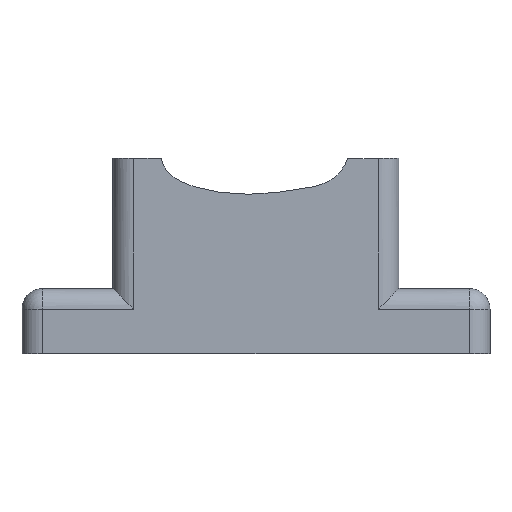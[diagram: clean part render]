
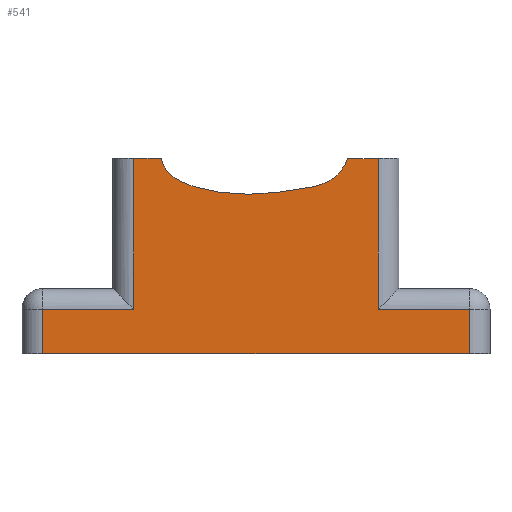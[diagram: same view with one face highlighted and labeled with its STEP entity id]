
A CAD part, front view. The second image highlights one B-rep face of the part: STEP entity #541.
In plain terms, the highlighted planar face has unit normal (0, -1, 0).
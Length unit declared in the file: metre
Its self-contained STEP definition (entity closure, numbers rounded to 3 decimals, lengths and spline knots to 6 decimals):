
#72=B_SPLINE_CURVE_WITH_KNOTS('',3,(#884,#885,#886,#887,#888,#889,#890,
#891,#892,#893,#894,#895,#896,#897,#898,#899,#900),.UNSPECIFIED.,.T.,.F.,
(1,3,1,1,1,1,1,1,1,1,1,1,1,1,1,3,1),(-0.058784,0.,0.080344,
0.169317,0.246872,0.319683,0.388956,
0.428824,0.484121,0.546426,0.627102,
0.719988,0.816832,0.884456,0.941216,
1.,1.080344),.UNSPECIFIED.);
#83=ORIENTED_EDGE('',*,*,#235,.F.);
#84=ORIENTED_EDGE('',*,*,#236,.T.);
#85=ORIENTED_EDGE('',*,*,#237,.T.);
#86=ORIENTED_EDGE('',*,*,#238,.T.);
#87=ORIENTED_EDGE('',*,*,#239,.T.);
#88=ORIENTED_EDGE('',*,*,#240,.T.);
#89=ORIENTED_EDGE('',*,*,#241,.T.);
#90=ORIENTED_EDGE('',*,*,#242,.T.);
#91=ORIENTED_EDGE('',*,*,#243,.T.);
#92=ORIENTED_EDGE('',*,*,#244,.T.);
#235=EDGE_CURVE('',#311,#312,#360,.T.);
#236=EDGE_CURVE('',#311,#313,#361,.F.);
#237=EDGE_CURVE('',#313,#314,#362,.T.);
#238=EDGE_CURVE('',#314,#315,#363,.F.);
#239=EDGE_CURVE('',#315,#316,#364,.T.);
#240=EDGE_CURVE('',#316,#317,#72,.T.);
#241=EDGE_CURVE('',#317,#318,#365,.T.);
#242=EDGE_CURVE('',#318,#319,#366,.T.);
#243=EDGE_CURVE('',#319,#320,#367,.T.);
#244=EDGE_CURVE('',#320,#312,#368,.T.);
#311=VERTEX_POINT('',#874);
#312=VERTEX_POINT('',#875);
#313=VERTEX_POINT('',#877);
#314=VERTEX_POINT('',#879);
#315=VERTEX_POINT('',#881);
#316=VERTEX_POINT('',#883);
#317=VERTEX_POINT('',#901);
#318=VERTEX_POINT('',#903);
#319=VERTEX_POINT('',#905);
#320=VERTEX_POINT('',#907);
#360=LINE('',#873,#402);
#361=LINE('',#876,#403);
#362=LINE('',#878,#404);
#363=LINE('',#880,#405);
#364=LINE('',#882,#406);
#365=LINE('',#902,#407);
#366=LINE('',#904,#408);
#367=LINE('',#906,#409);
#368=LINE('',#908,#410);
#402=VECTOR('',#671,1.);
#403=VECTOR('',#672,1.);
#404=VECTOR('',#673,1.);
#405=VECTOR('',#674,1.);
#406=VECTOR('',#675,1.);
#407=VECTOR('',#676,1.);
#408=VECTOR('',#677,1.);
#409=VECTOR('',#678,1.);
#410=VECTOR('',#679,1.);
#436=EDGE_LOOP('',(#83,#84,#85,#86,#87,#88,#89,#90,#91,#92));
#482=FACE_BOUND('',#436,.T.);
#530=PLANE('',#590);
#541=ADVANCED_FACE('',(#482),#530,.T.);
#590=AXIS2_PLACEMENT_3D('',#872,#669,#670);
#669=DIRECTION('',(0.,-1.,0.));
#670=DIRECTION('',(0.,0.,-1.));
#671=DIRECTION('',(-1.,0.,0.));
#672=DIRECTION('',(0.,0.,-1.));
#673=DIRECTION('',(-1.,0.,0.));
#674=DIRECTION('',(0.,0.,-1.));
#675=DIRECTION('',(-1.,0.,0.));
#676=DIRECTION('',(-1.,0.,0.));
#677=DIRECTION('',(0.,0.,-1.));
#678=DIRECTION('',(-1.,0.,0.));
#679=DIRECTION('',(0.,0.,-1.));
#872=CARTESIAN_POINT('',(0.,-0.020638,0.025));
#873=CARTESIAN_POINT('',(0.,-0.020638,0.));
#874=CARTESIAN_POINT('',(0.082,-0.020638,0.));
#875=CARTESIAN_POINT('',(-0.082,-0.020638,0.));
#876=CARTESIAN_POINT('',(0.082,-0.020638,0.025));
#877=CARTESIAN_POINT('',(0.082,-0.020638,0.017));
#878=CARTESIAN_POINT('',(0.,-0.020638,0.017));
#879=CARTESIAN_POINT('',(0.047,-0.020638,0.017));
#880=CARTESIAN_POINT('',(0.047,-0.020638,0.025));
#881=CARTESIAN_POINT('',(0.047,-0.020638,0.075));
#882=CARTESIAN_POINT('',(0.,-0.020638,0.075));
#883=CARTESIAN_POINT('',(0.035297,-0.020638,0.075));
#884=CARTESIAN_POINT('',(-0.03257,-0.020638,0.084489));
#885=CARTESIAN_POINT('',(-0.029356,-0.020638,0.086885));
#886=CARTESIAN_POINT('',(-0.018648,-0.020638,0.089729));
#887=CARTESIAN_POINT('',(-0.001586,-0.020638,0.088921));
#888=CARTESIAN_POINT('',(0.011573,-0.020638,0.086426));
#889=CARTESIAN_POINT('',(0.022499,-0.020638,0.083245));
#890=CARTESIAN_POINT('',(0.032851,-0.020638,0.080449));
#891=CARTESIAN_POINT('',(0.036767,-0.020638,0.07792));
#892=CARTESIAN_POINT('',(0.033554,-0.020638,0.070459));
#893=CARTESIAN_POINT('',(0.027035,-0.020638,0.064651));
#894=CARTESIAN_POINT('',(0.01214,-0.020638,0.06236));
#895=CARTESIAN_POINT('',(-0.005894,-0.020638,0.060284));
#896=CARTESIAN_POINT('',(-0.026605,-0.020638,0.063894));
#897=CARTESIAN_POINT('',(-0.035405,-0.020638,0.070233));
#898=CARTESIAN_POINT('',(-0.03758,-0.020638,0.078189));
#899=CARTESIAN_POINT('',(-0.034922,-0.020638,0.082736));
#900=CARTESIAN_POINT('',(-0.03257,-0.020638,0.084489));
#901=CARTESIAN_POINT('',(-0.036463,-0.020638,0.075));
#902=CARTESIAN_POINT('',(0.,-0.020638,0.075));
#903=CARTESIAN_POINT('',(-0.047,-0.020638,0.075));
#904=CARTESIAN_POINT('',(-0.047,-0.020638,0.025));
#905=CARTESIAN_POINT('',(-0.047,-0.020638,0.017));
#906=CARTESIAN_POINT('',(0.,-0.020638,0.017));
#907=CARTESIAN_POINT('',(-0.082,-0.020638,0.017));
#908=CARTESIAN_POINT('',(-0.082,-0.020638,0.));
